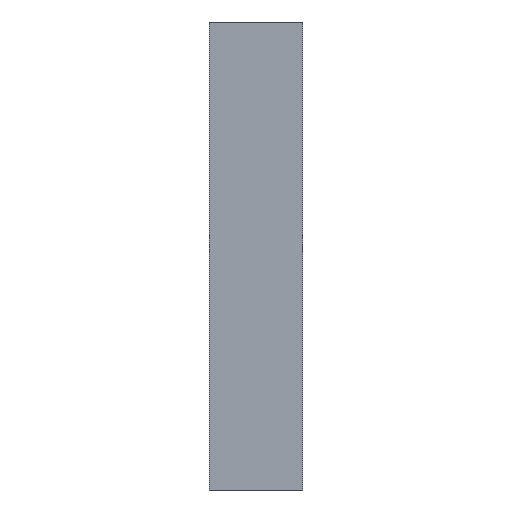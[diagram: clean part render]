
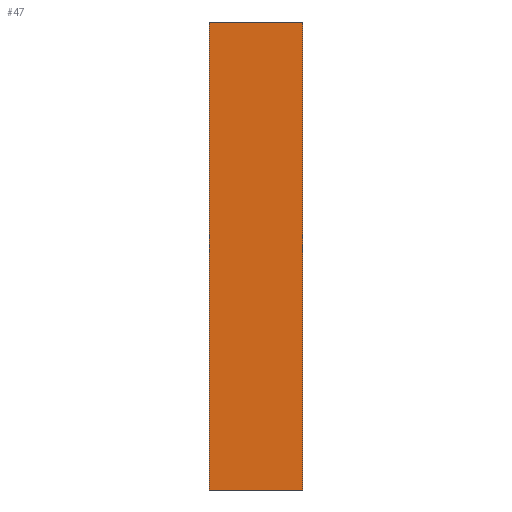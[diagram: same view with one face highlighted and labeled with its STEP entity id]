
A CAD part, left-side view. The second image highlights one B-rep face of the part: STEP entity #47.
In plain terms, the highlighted planar face has unit normal (-1, 0, 0).
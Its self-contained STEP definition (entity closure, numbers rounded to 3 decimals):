
#26 = CARTESIAN_POINT ( 'NONE',  ( -235., 30., -75. ) ) ;
#30 = LINE ( 'NONE', #563, #244 ) ;
#47 = ADVANCED_FACE ( 'NONE', ( #660 ), #196, .F. ) ;
#83 = LINE ( 'NONE', #26, #287 ) ;
#116 = DIRECTION ( 'NONE',  ( 0., 0., -1. ) ) ;
#120 = CARTESIAN_POINT ( 'NONE',  ( -235., 30., 75. ) ) ;
#160 = CARTESIAN_POINT ( 'NONE',  ( -235., 30., 75. ) ) ;
#164 = ORIENTED_EDGE ( 'NONE', *, *, #573, .T. ) ;
#176 = VECTOR ( 'NONE', #659, 1000. ) ;
#185 = LINE ( 'NONE', #120, #176 ) ;
#191 = CARTESIAN_POINT ( 'NONE',  ( -235., 30., 75. ) ) ;
#196 = PLANE ( 'NONE',  #728 ) ;
#211 = ORIENTED_EDGE ( 'NONE', *, *, #708, .F. ) ;
#240 = EDGE_CURVE ( 'NONE', #565, #241, #30, .T. ) ;
#241 = VERTEX_POINT ( 'NONE', #571 ) ;
#244 = VECTOR ( 'NONE', #692, 1000. ) ;
#287 = VECTOR ( 'NONE', #389, 1000. ) ;
#351 = EDGE_CURVE ( 'NONE', #719, #453, #185, .T. ) ;
#354 = VECTOR ( 'NONE', #405, 1000. ) ;
#389 = DIRECTION ( 'NONE',  ( 0., -1., 0. ) ) ;
#405 = DIRECTION ( 'NONE',  ( 0., -1., 0. ) ) ;
#452 = CARTESIAN_POINT ( 'NONE',  ( -235., 0., -75. ) ) ;
#453 = VERTEX_POINT ( 'NONE', #606 ) ;
#490 = DIRECTION ( 'NONE',  ( 1., 0., 0. ) ) ;
#491 = ORIENTED_EDGE ( 'NONE', *, *, #351, .F. ) ;
#537 = ORIENTED_EDGE ( 'NONE', *, *, #240, .T. ) ;
#549 = EDGE_LOOP ( 'NONE', ( #537, #211, #491, #164 ) ) ;
#563 = CARTESIAN_POINT ( 'NONE',  ( -235., 0., 75. ) ) ;
#565 = VERTEX_POINT ( 'NONE', #452 ) ;
#571 = CARTESIAN_POINT ( 'NONE',  ( -235., 0., 75. ) ) ;
#573 = EDGE_CURVE ( 'NONE', #719, #565, #83, .T. ) ;
#574 = CARTESIAN_POINT ( 'NONE',  ( -235., 30., -75. ) ) ;
#606 = CARTESIAN_POINT ( 'NONE',  ( -235., 30., 75. ) ) ;
#659 = DIRECTION ( 'NONE',  ( 0., 0., 1. ) ) ;
#660 = FACE_OUTER_BOUND ( 'NONE', #549, .T. ) ;
#692 = DIRECTION ( 'NONE',  ( 0., 0., 1. ) ) ;
#702 = LINE ( 'NONE', #160, #354 ) ;
#708 = EDGE_CURVE ( 'NONE', #453, #241, #702, .T. ) ;
#719 = VERTEX_POINT ( 'NONE', #574 ) ;
#728 = AXIS2_PLACEMENT_3D ( 'NONE', #191, #490, #116 ) ;
